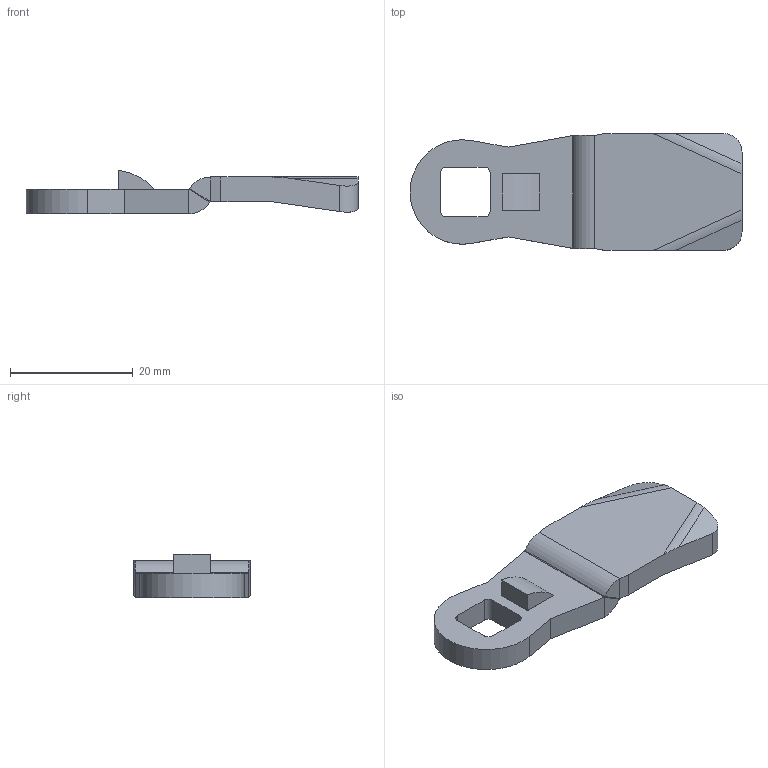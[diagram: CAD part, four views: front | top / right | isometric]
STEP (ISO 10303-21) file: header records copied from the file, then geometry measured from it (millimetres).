
FILE_DESCRIPTION(('STEP AP214'),'1');
FILE_NAME('me.step','2017-07-19T05:29:23',(' '),(' '),'Spatial InterOp 3D',' ',' ');
FILE_SCHEMA(('automotive_design'));
Length unit declared in the file: millimetre
Products named in the file (1): _170
Bounding box: 54 x 19 x 7.1 mm (x, y, z)
Volume: 3474.6 mm3; surface area: 2538.5 mm2
Topology: 1 solids, 1 shells, 51 faces, 125 edges, 78 vertices
Faces by surface type: plane 37, cylinder 14
Entity records: 1907 total; most frequent: DIRECTION 257, CARTESIAN_POINT 255, ORIENTED_EDGE 250, EDGE_CURVE 125, LINE 97, VECTOR 97, AXIS2_PLACEMENT_3D 80, VERTEX_POINT 78
